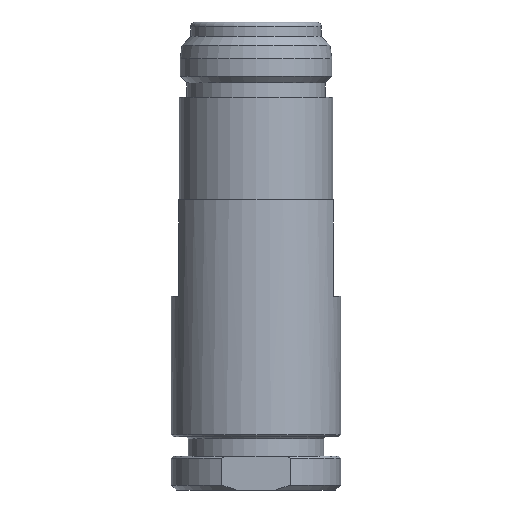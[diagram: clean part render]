
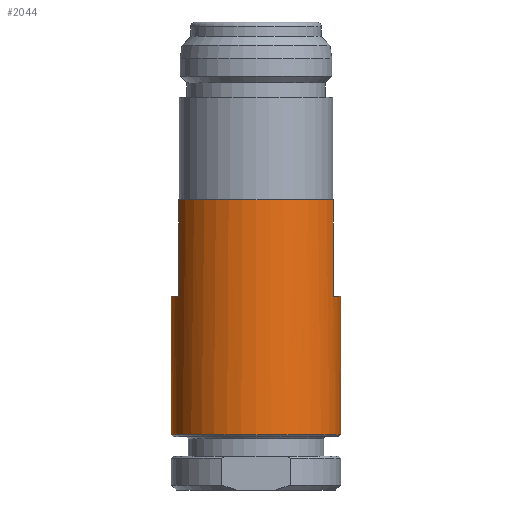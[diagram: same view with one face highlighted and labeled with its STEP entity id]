
A CAD part, front view. The second image highlights one B-rep face of the part: STEP entity #2044.
In plain terms, the highlighted cylindrical face has radius 8.75 mm (diameter 17.5 mm), a partial arc.
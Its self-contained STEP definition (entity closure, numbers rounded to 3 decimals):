
#82 = AXIS2_PLACEMENT_3D ( 'NONE', #2350, #2391, #2376 ) ;
#95 = VECTOR ( 'NONE', #2754, 1000. ) ;
#102 = VECTOR ( 'NONE', #3397, 1000. ) ;
#142 = DIRECTION ( 'NONE',  ( 1., 0., 0. ) ) ;
#164 = ORIENTED_EDGE ( 'NONE', *, *, #2492, .F. ) ;
#233 = ORIENTED_EDGE ( 'NONE', *, *, #236, .T. ) ;
#236 = EDGE_CURVE ( 'NONE', #3082, #876, #2115, .T. ) ;
#250 = AXIS2_PLACEMENT_3D ( 'NONE', #1430, #3337, #1721 ) ;
#350 = AXIS2_PLACEMENT_3D ( 'NONE', #1180, #1183, #1831 ) ;
#676 = VERTEX_POINT ( 'NONE', #1028 ) ;
#774 = VERTEX_POINT ( 'NONE', #2423 ) ;
#787 = VECTOR ( 'NONE', #3278, 1000. ) ;
#876 = VERTEX_POINT ( 'NONE', #1123 ) ;
#924 = CARTESIAN_POINT ( 'NONE',  ( 8., -3.544, -28.4 ) ) ;
#992 = VERTEX_POINT ( 'NONE', #3097 ) ;
#1003 = CARTESIAN_POINT ( 'NONE',  ( -8., -3.544, -28.4 ) ) ;
#1016 = CIRCLE ( 'NONE', #250, 8.75 ) ;
#1028 = CARTESIAN_POINT ( 'NONE',  ( -8.75, 0., -28.4 ) ) ;
#1085 = ORIENTED_EDGE ( 'NONE', *, *, #2839, .F. ) ;
#1120 = ORIENTED_EDGE ( 'NONE', *, *, #1312, .T. ) ;
#1123 = CARTESIAN_POINT ( 'NONE',  ( 8., -3.544, -18.4 ) ) ;
#1155 = LINE ( 'NONE', #2246, #95 ) ;
#1163 = FACE_OUTER_BOUND ( 'NONE', #3362, .T. ) ;
#1180 = CARTESIAN_POINT ( 'NONE',  ( 0., 0., -42.7 ) ) ;
#1183 = DIRECTION ( 'NONE',  ( 0., 0., 1. ) ) ;
#1312 = EDGE_CURVE ( 'NONE', #2487, #992, #3062, .T. ) ;
#1430 = CARTESIAN_POINT ( 'NONE',  ( 0., 0., -28.4 ) ) ;
#1440 = CARTESIAN_POINT ( 'NONE',  ( -8.75, 0., -42.7 ) ) ;
#1465 = ORIENTED_EDGE ( 'NONE', *, *, #2616, .T. ) ;
#1492 = EDGE_CURVE ( 'NONE', #676, #774, #2769, .T. ) ;
#1522 = DIRECTION ( 'NONE',  ( 0., 0., 1. ) ) ;
#1596 = DIRECTION ( 'NONE',  ( 0., 0., 1. ) ) ;
#1638 = VERTEX_POINT ( 'NONE', #2872 ) ;
#1721 = DIRECTION ( 'NONE',  ( 1., 0., 0. ) ) ;
#1831 = DIRECTION ( 'NONE',  ( 1., 0., 0. ) ) ;
#1844 = CIRCLE ( 'NONE', #3292, 8.75 ) ;
#1865 = EDGE_CURVE ( 'NONE', #774, #1638, #3432, .T. ) ;
#1985 = VECTOR ( 'NONE', #1596, 1000. ) ;
#2044 = ADVANCED_FACE ( 'NONE', ( #1163 ), #2282, .T. ) ;
#2115 = LINE ( 'NONE', #924, #102 ) ;
#2130 = VERTEX_POINT ( 'NONE', #3146 ) ;
#2176 = CARTESIAN_POINT ( 'NONE',  ( 8., -3.544, -28.4 ) ) ;
#2246 = CARTESIAN_POINT ( 'NONE',  ( 8.75, 0., 0. ) ) ;
#2282 = CYLINDRICAL_SURFACE ( 'NONE', #2879, 8.75 ) ;
#2350 = CARTESIAN_POINT ( 'NONE',  ( 0., 0., -28.4 ) ) ;
#2376 = DIRECTION ( 'NONE',  ( 1., 0., 0. ) ) ;
#2391 = DIRECTION ( 'NONE',  ( 0., 0., 1. ) ) ;
#2423 = CARTESIAN_POINT ( 'NONE',  ( -8., -3.544, -28.4 ) ) ;
#2487 = VERTEX_POINT ( 'NONE', #1440 ) ;
#2492 = EDGE_CURVE ( 'NONE', #1638, #876, #1844, .T. ) ;
#2577 = ORIENTED_EDGE ( 'NONE', *, *, #1492, .F. ) ;
#2616 = EDGE_CURVE ( 'NONE', #992, #2130, #1155, .T. ) ;
#2754 = DIRECTION ( 'NONE',  ( 0., 0., 1. ) ) ;
#2766 = ORIENTED_EDGE ( 'NONE', *, *, #1865, .F. ) ;
#2769 = CIRCLE ( 'NONE', #82, 8.75 ) ;
#2782 = ORIENTED_EDGE ( 'NONE', *, *, #3312, .F. ) ;
#2839 = EDGE_CURVE ( 'NONE', #2487, #676, #2932, .T. ) ;
#2872 = CARTESIAN_POINT ( 'NONE',  ( -8., -3.544, -18.4 ) ) ;
#2879 = AXIS2_PLACEMENT_3D ( 'NONE', #3370, #1522, #142 ) ;
#2932 = LINE ( 'NONE', #3121, #787 ) ;
#2987 = CARTESIAN_POINT ( 'NONE',  ( 0., 0., -18.4 ) ) ;
#3062 = CIRCLE ( 'NONE', #350, 8.75 ) ;
#3082 = VERTEX_POINT ( 'NONE', #2176 ) ;
#3097 = CARTESIAN_POINT ( 'NONE',  ( 8.75, 0., -42.7 ) ) ;
#3121 = CARTESIAN_POINT ( 'NONE',  ( -8.75, 0., 0. ) ) ;
#3146 = CARTESIAN_POINT ( 'NONE',  ( 8.75, 0., -28.4 ) ) ;
#3278 = DIRECTION ( 'NONE',  ( 0., 0., 1. ) ) ;
#3292 = AXIS2_PLACEMENT_3D ( 'NONE', #2987, #3489, #3344 ) ;
#3312 = EDGE_CURVE ( 'NONE', #3082, #2130, #1016, .T. ) ;
#3337 = DIRECTION ( 'NONE',  ( 0., 0., 1. ) ) ;
#3344 = DIRECTION ( 'NONE',  ( 1., 0., 0. ) ) ;
#3362 = EDGE_LOOP ( 'NONE', ( #1085, #1120, #1465, #2782, #233, #164, #2766, #2577 ) ) ;
#3370 = CARTESIAN_POINT ( 'NONE',  ( 0., 0., 0. ) ) ;
#3397 = DIRECTION ( 'NONE',  ( 0., 0., 1. ) ) ;
#3432 = LINE ( 'NONE', #1003, #1985 ) ;
#3489 = DIRECTION ( 'NONE',  ( 0., 0., 1. ) ) ;
